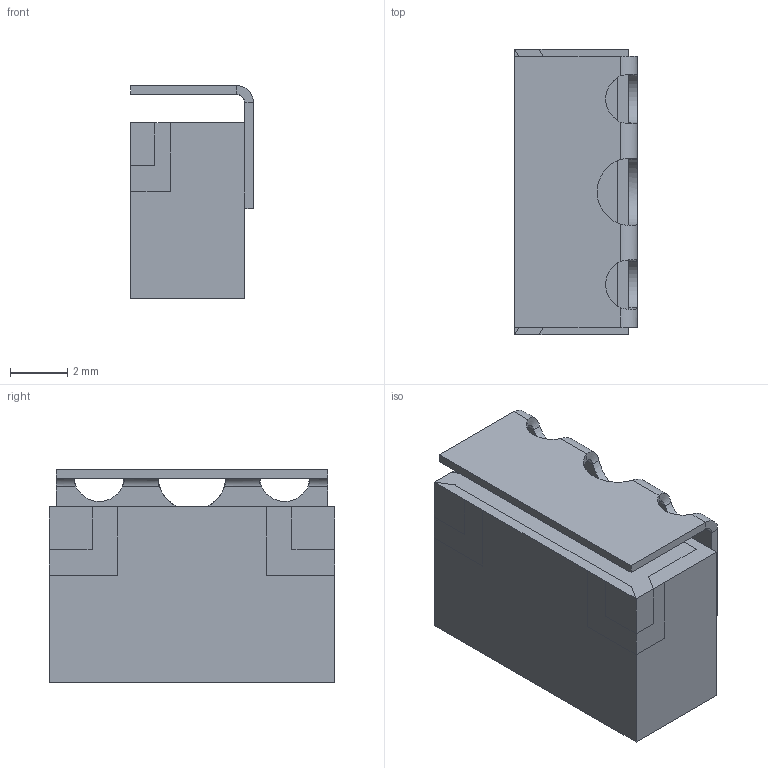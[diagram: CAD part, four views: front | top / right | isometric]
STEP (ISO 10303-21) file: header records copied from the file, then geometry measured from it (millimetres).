
FILE_DESCRIPTION(('STEP AP203'), '1');
FILE_NAME('ÍØÁÀ.434834.001-09.01_Ôèëüòð ÔÊÏ1-201-09-1,58-100', '', ('UNSPECIFIED'), ('UNSPECIFIED'), 'ASCON STEP Converter 1.6', 'ASCON Math Kernel', '');
FILE_SCHEMA(('CONFIG_CONTROL_DESIGN'));
Length unit declared in the file: millimetre
Products named in the file (1): НШБА.434834.001-09.01_Фильтр ФКП1-201-09-1,58-100
Bounding box: 4.3 x 10 x 7.45 mm (x, y, z)
Volume: 266.3 mm3; surface area: 347.8 mm2
Topology: 1 solids, 1 shells, 341 faces, 902 edges, 588 vertices
Faces by surface type: plane 236, bspline 85, cylinder 20
Entity records: 20928 total; most frequent: CARTESIAN_POINT 10416, ORIENTED_EDGE 1804, DIRECTION 1205, EDGE_CURVE 902, LINE 631, VECTOR 631, VERTEX_POINT 588, FACE_BOUND 372
